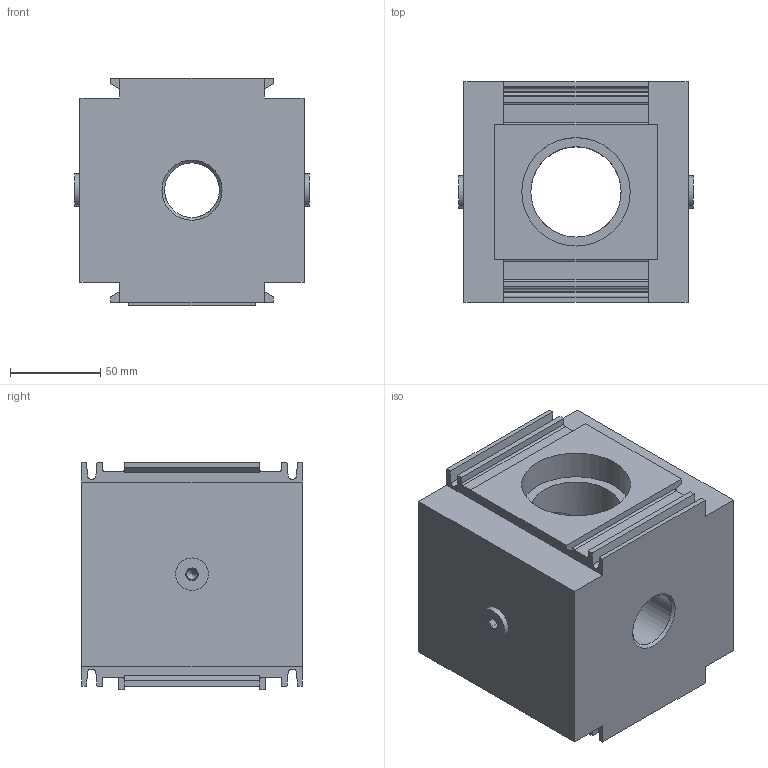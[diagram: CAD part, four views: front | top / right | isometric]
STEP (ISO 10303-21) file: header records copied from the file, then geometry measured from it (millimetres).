
FILE_DESCRIPTION(/* description */ ('STEP AP214'),/* implementation_level */ '2;1');
FILE_NAME(/* name */ '541681_MS12-FRM-G',/* time_stamp */ '2024-09-06T21:16:47+02:00',/* author */ ('License CC BY-ND 4.0'),/* organization */ ('CADENAS'),/* preprocessor_version */ 'ST-DEVELOPER v19.3',/* originating_system */ 'PARTsolutions',/* authorisation */ ' ');
FILE_SCHEMA (('AUTOMOTIVE_DESIGN {1 0 10303 214 3 1 1}'));
Length unit declared in the file: millimetre
Products named in the file (3): 541681 MS12-FRM-G; 535035 MS12-FRM-Gt; DIN-908 G1/4A
Assembly tree (3 placements, depth 2):
  541681 MS12-FRM-G
    535035 MS12-FRM-Gt
    DIN-908 G1/4A  x2
Bounding box: 130 x 122 x 126 mm (x, y, z)
Volume: 1332568.5 mm3; surface area: 125165.3 mm2
Topology: 3 solids, 3 shells, 149 faces, 385 edges, 252 vertices
Faces by surface type: plane 92, cylinder 31, cone 26
Full cylindrical faces by diameter (mm): 7.9 x2, 11.445 x2, 13.157 x2, 18 x2, 30.291 x1, 50 x1, 56.656 x1, 60 x2
Entity records: 3924 total; most frequent: CARTESIAN_POINT 764, DIRECTION 628, ORIENTED_EDGE 622, EDGE_CURVE 311, LINE 230, VECTOR 230, VERTEX_POINT 216, AXIS2_PLACEMENT_3D 199
